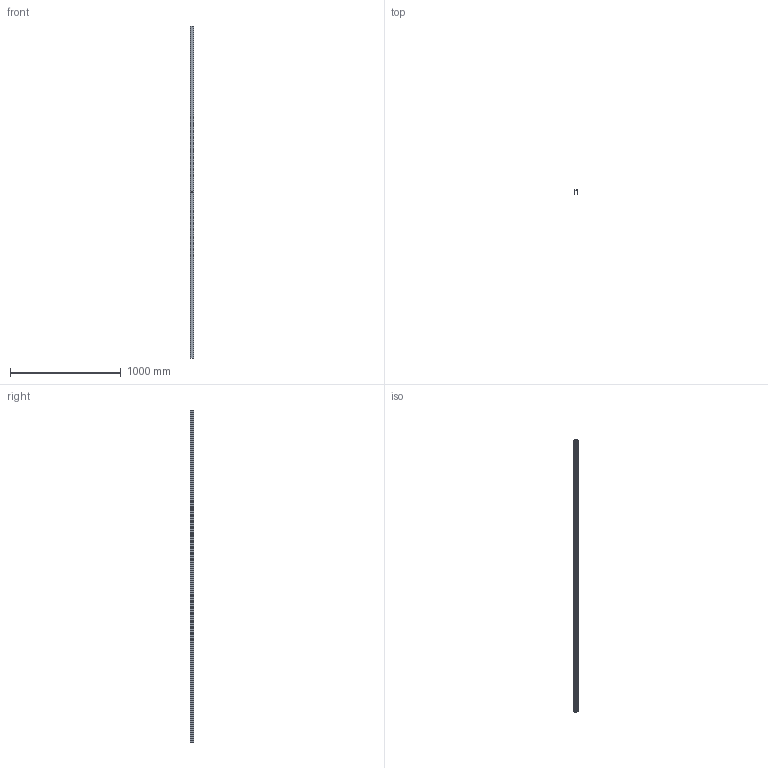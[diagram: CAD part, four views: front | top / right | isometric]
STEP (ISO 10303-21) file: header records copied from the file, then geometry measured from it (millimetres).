
FILE_DESCRIPTION (( 'STEP AP203' ), '1' );
FILE_NAME ('60367-GU-3M.step', '2022-07-21T08:37:15', ( '' ), ( '' ), 'SwSTEP 2.0', 'SolidWorks 2018', '' );
FILE_SCHEMA (( 'CONFIG_CONTROL_DESIGN' ));
Length unit declared in the file: millimetre
Products named in the file (1): 60367-GU-3M
Bounding box: 34.96 x 31.98 x 3000 mm (x, y, z)
Volume: 652457.7 mm3; surface area: 805664.7 mm2
Topology: 1 solids, 1 shells, 392 faces, 1092 edges, 728 vertices
Faces by surface type: plane 243, bspline 139, cylinder 10
Entity records: 19231 total; most frequent: CARTESIAN_POINT 10024, ORIENTED_EDGE 2184, DIRECTION 1342, EDGE_CURVE 1092, LINE 794, VECTOR 794, VERTEX_POINT 728, EDGE_LOOP 418
